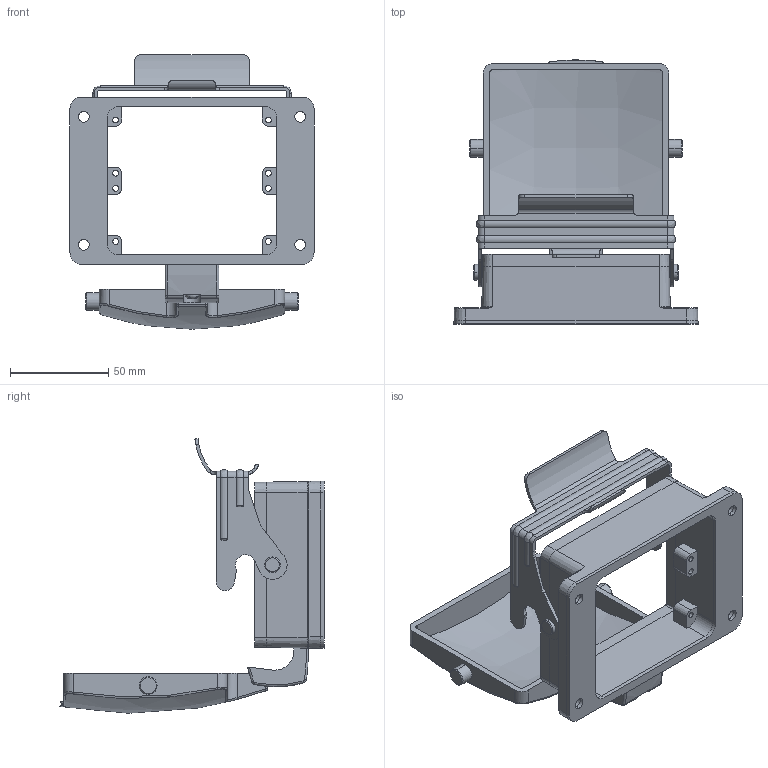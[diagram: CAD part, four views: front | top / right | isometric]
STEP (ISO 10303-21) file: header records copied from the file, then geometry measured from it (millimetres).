
FILE_DESCRIPTION (( 'STEP AP214' ), '1' );
FILE_NAME ('ZP-MC32B-2-SBHC.step', '2015-08-12T18:13:01', ( '' ), ( '' ), 'SwSTEP 2.0', 'SolidWorks 2014', '' );
FILE_SCHEMA (( 'AUTOMOTIVE_DESIGN' ));
Length unit declared in the file: millimetre
Products named in the file (1): ZP-MC32B-2-SBHC
Bounding box: 124 x 134.28 x 139.38 mm (x, y, z)
Volume: 131019 mm3; surface area: 74312.2 mm2
Topology: 2 solids, 2 shells, 364 faces, 934 edges, 580 vertices
Faces by surface type: plane 138, cylinder 136, bspline 38, cone 32, torus 18, sphere 2
Entity records: 15478 total; most frequent: CARTESIAN_POINT 4406, ORIENTED_EDGE 1856, DIRECTION 1784, EDGE_CURVE 928, AXIS2_PLACEMENT_3D 653, VERTEX_POINT 580, LINE 478, VECTOR 478
